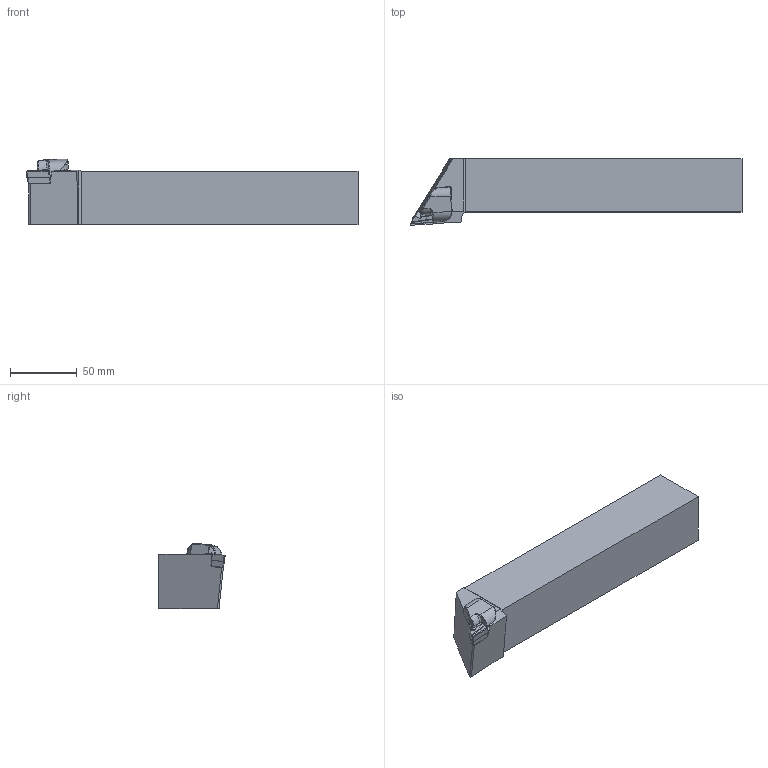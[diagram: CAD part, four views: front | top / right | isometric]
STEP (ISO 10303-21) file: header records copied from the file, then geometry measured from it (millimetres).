
FILE_DESCRIPTION (( 'STEP AP214' ), '1' );
FILE_NAME ('CKJNR-4040-S16-LIGHT.STEP', '2023-10-27T09:16:54', ( '' ), ( '' ), 'SwSTEP 2.0', 'SolidWorks 2018', '' );
FILE_SCHEMA (( 'AUTOMOTIVE_DESIGN' ));
Length unit declared in the file: millimetre
Products named in the file (1): CKJNR-4040-S16-LIGHT
Bounding box: 249.54 x 49.95 x 49.02 mm (x, y, z)
Volume: 382195.1 mm3; surface area: 43657.2 mm2
Topology: 2 solids, 3 shells, 155 faces, 409 edges, 255 vertices
Faces by surface type: plane 83, cylinder 40, bspline 22, cone 8, torus 2
Entity records: 9170 total; most frequent: CARTESIAN_POINT 3927, ORIENTED_EDGE 810, DIRECTION 621, EDGE_CURVE 405, VERTEX_POINT 255, VECTOR 245, LINE 245, AXIS2_PLACEMENT_3D 188
